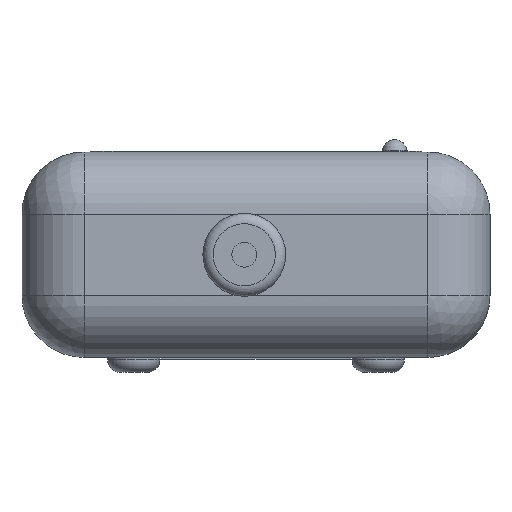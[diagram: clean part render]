
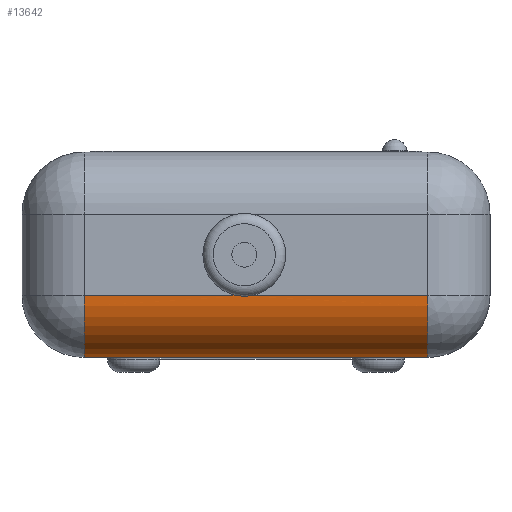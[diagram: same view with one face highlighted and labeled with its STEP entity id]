
A CAD part, left-side view. The second image highlights one B-rep face of the part: STEP entity #13642.
In plain terms, the highlighted cylindrical face has radius 7.5 mm (diameter 15 mm), a partial arc.
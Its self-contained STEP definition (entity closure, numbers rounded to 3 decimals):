
#23=B_SPLINE_CURVE_WITH_KNOTS('',3,(#21237,#21238,#21239,#21240,#21241,
#21242),.UNSPECIFIED.,.F.,.F.,(4,2,4),(1.322,1.418,
1.513),.UNSPECIFIED.);
#52=CYLINDRICAL_SURFACE('',#14369,7.5);
#687=FACE_OUTER_BOUND('',#1352,.T.);
#1352=EDGE_LOOP('',(#11562,#11563,#11564,#11565,#11566,#11567));
#3099=LINE('',#21246,#4862);
#3100=LINE('',#21250,#4863);
#3101=LINE('',#21253,#4864);
#4862=VECTOR('',#17450,10.);
#4863=VECTOR('',#17453,10.);
#4864=VECTOR('',#17456,10.);
#4993=CIRCLE('',#14370,7.5);
#4994=CIRCLE('',#14371,7.5);
#6189=VERTEX_POINT('',#21219);
#6192=VERTEX_POINT('',#21225);
#6193=VERTEX_POINT('',#21245);
#6194=VERTEX_POINT('',#21247);
#6195=VERTEX_POINT('',#21249);
#6196=VERTEX_POINT('',#21251);
#7997=EDGE_CURVE('',#6189,#6192,#23,.T.);
#7998=EDGE_CURVE('',#6192,#6193,#3099,.T.);
#7999=EDGE_CURVE('',#6193,#6194,#4993,.F.);
#8000=EDGE_CURVE('',#6194,#6195,#3100,.T.);
#8001=EDGE_CURVE('',#6195,#6196,#4994,.F.);
#8002=EDGE_CURVE('',#6196,#6189,#3101,.T.);
#11562=ORIENTED_EDGE('',*,*,#7997,.T.);
#11563=ORIENTED_EDGE('',*,*,#7998,.T.);
#11564=ORIENTED_EDGE('',*,*,#7999,.T.);
#11565=ORIENTED_EDGE('',*,*,#8000,.T.);
#11566=ORIENTED_EDGE('',*,*,#8001,.T.);
#11567=ORIENTED_EDGE('',*,*,#8002,.T.);
#13642=ADVANCED_FACE('',(#687),#52,.T.);
#14369=AXIS2_PLACEMENT_3D('',#21244,#17448,#17449);
#14370=AXIS2_PLACEMENT_3D('',#21248,#17451,#17452);
#14371=AXIS2_PLACEMENT_3D('',#21252,#17454,#17455);
#17448=DIRECTION('center_axis',(0.,-1.,0.));
#17449=DIRECTION('ref_axis',(-0.707,0.,-0.707));
#17450=DIRECTION('',(0.,1.,0.));
#17451=DIRECTION('center_axis',(0.,1.,0.));
#17452=DIRECTION('ref_axis',(-1.,0.,0.));
#17453=DIRECTION('',(0.,-1.,0.));
#17454=DIRECTION('center_axis',(0.,-1.,0.));
#17455=DIRECTION('ref_axis',(0.,0.,-1.));
#17456=DIRECTION('',(0.,1.,0.));
#21219=CARTESIAN_POINT('',(-40.25,0.423,7.5));
#21225=CARTESIAN_POINT('',(-40.25,2.413,7.5));
#21237=CARTESIAN_POINT('Ctrl Pts',(-40.25,0.423,7.5));
#21238=CARTESIAN_POINT('Ctrl Pts',(-40.25,0.759,7.432));
#21239=CARTESIAN_POINT('Ctrl Pts',(-40.249,1.099,7.4));
#21240=CARTESIAN_POINT('Ctrl Pts',(-40.249,1.736,7.4));
#21241=CARTESIAN_POINT('Ctrl Pts',(-40.25,2.076,7.432));
#21242=CARTESIAN_POINT('Ctrl Pts',(-40.25,2.413,7.5));
#21244=CARTESIAN_POINT('Origin',(-32.75,14.125,7.5));
#21245=CARTESIAN_POINT('',(-40.25,20.75,7.5));
#21246=CARTESIAN_POINT('',(-40.25,14.125,7.5));
#21247=CARTESIAN_POINT('',(-32.75,20.75,0.));
#21248=CARTESIAN_POINT('Origin',(-32.75,20.75,7.5));
#21249=CARTESIAN_POINT('',(-32.75,-20.75,0.));
#21250=CARTESIAN_POINT('',(-32.75,14.125,0.));
#21251=CARTESIAN_POINT('',(-40.25,-20.75,7.5));
#21252=CARTESIAN_POINT('Origin',(-32.75,-20.75,7.5));
#21253=CARTESIAN_POINT('',(-40.25,14.125,7.5));
